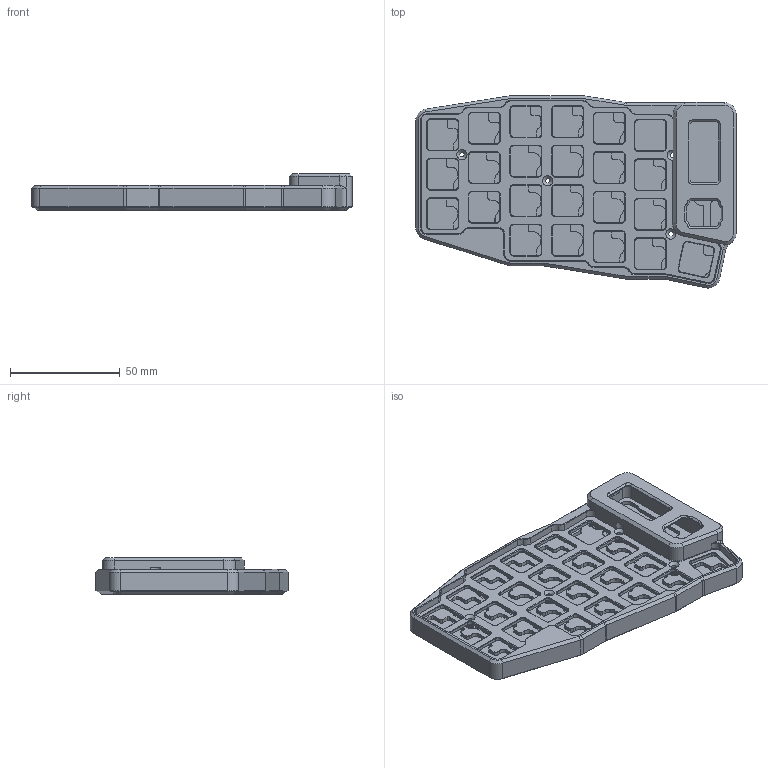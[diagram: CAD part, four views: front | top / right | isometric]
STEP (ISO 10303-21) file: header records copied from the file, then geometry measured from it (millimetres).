
FILE_DESCRIPTION(('HOOPS Exchange Step'),'2;1');
FILE_NAME('temp_export','2023-11-21T15:15:11+11:-30',('mobile'),('Shapr3D Limited'),'HOOPS Exchange 2023.2','Shapr3D','Authorized');
FILE_SCHEMA( ('AUTOMOTIVE_DESIGN { 1 0 10303 214 1 1 1 1 }') );
Length unit declared in the file: millimetre
Products named in the file (1): root
Bounding box: 146.06 x 87.62 x 16.8 mm (x, y, z)
Volume: 46401.4 mm3; surface area: 49894.3 mm2
Topology: 5 solids, 5 shells, 1798 faces, 4845 edges, 3102 vertices
Faces by surface type: plane 865, cylinder 708, cone 221, bspline 4
Full cylindrical faces by diameter (mm): 2.1 x4, 2.2 x5, 2.5 x2, 3.2 x2, 3.4 x4, 5.3 x1, 6 x1, 6.1 x1, 6.9 x1, 8.1 x4
Entity records: 56604 total; most frequent: DIRECTION 10097, CARTESIAN_POINT 9937, ORIENTED_EDGE 9690, EDGE_CURVE 4845, AXIS2_PLACEMENT_3D 3486, VECTOR 3125, LINE 3125, VERTEX_POINT 3102
